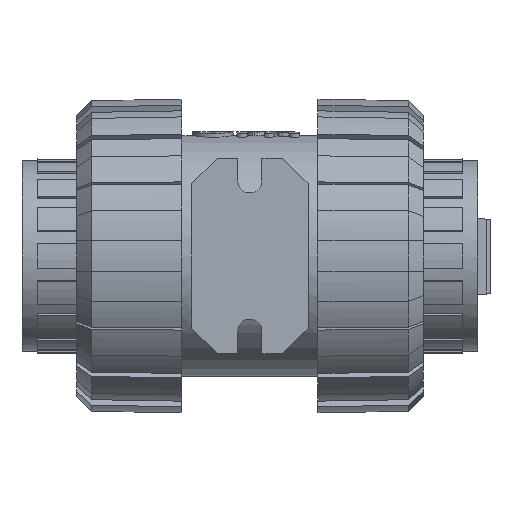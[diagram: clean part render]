
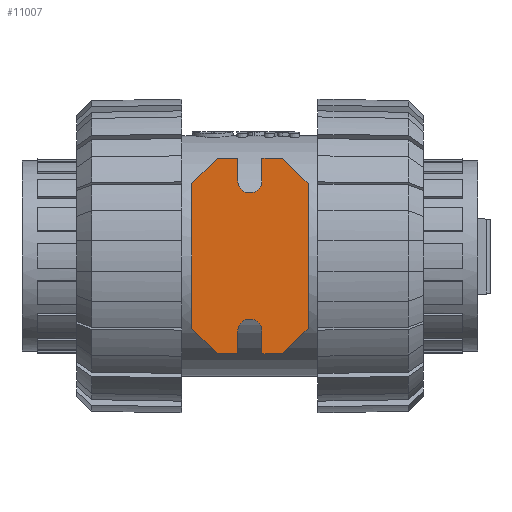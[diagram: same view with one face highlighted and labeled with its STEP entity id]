
A CAD part, front view. The second image highlights one B-rep face of the part: STEP entity #11007.
In plain terms, the highlighted planar face has unit normal (0, -1, 0).
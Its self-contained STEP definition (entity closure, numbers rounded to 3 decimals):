
#1006=PLANE('',#12071);
#1576=FACE_OUTER_BOUND('',#2174,.T.);
#2174=EDGE_LOOP('',(#10204,#10205,#10206,#10207,#10208,#10209,#10210,#10211,
#10212,#10213,#10214,#10215,#10216,#10217,#10218,#10219));
#2906=LINE('',#19702,#3718);
#2958=LINE('',#19817,#3770);
#2960=LINE('',#19821,#3772);
#2962=LINE('',#19825,#3774);
#2965=LINE('',#19833,#3777);
#2967=LINE('',#19837,#3779);
#2969=LINE('',#19841,#3781);
#2971=LINE('',#19845,#3783);
#2973=LINE('',#19849,#3785);
#2975=LINE('',#19853,#3787);
#2977=LINE('',#19857,#3789);
#2980=LINE('',#19865,#3792);
#2982=LINE('',#19869,#3794);
#2983=LINE('',#19871,#3795);
#3718=VECTOR('',#14725,1.);
#3770=VECTOR('',#14833,1.);
#3772=VECTOR('',#14837,1.);
#3774=VECTOR('',#14841,1.);
#3777=VECTOR('',#14850,1.);
#3779=VECTOR('',#14854,1.);
#3781=VECTOR('',#14858,1.);
#3783=VECTOR('',#14862,1.);
#3785=VECTOR('',#14866,1.);
#3787=VECTOR('',#14870,1.);
#3789=VECTOR('',#14874,1.);
#3792=VECTOR('',#14883,1.);
#3794=VECTOR('',#14887,1.);
#3795=VECTOR('',#14890,1.);
#4286=CIRCLE('',#12058,3.2);
#4287=CIRCLE('',#12067,3.2);
#5329=VERTEX_POINT('',#19699);
#5330=VERTEX_POINT('',#19701);
#5365=VERTEX_POINT('',#19815);
#5366=VERTEX_POINT('',#19819);
#5367=VERTEX_POINT('',#19823);
#5368=VERTEX_POINT('',#19827);
#5369=VERTEX_POINT('',#19831);
#5370=VERTEX_POINT('',#19835);
#5371=VERTEX_POINT('',#19839);
#5372=VERTEX_POINT('',#19843);
#5373=VERTEX_POINT('',#19847);
#5374=VERTEX_POINT('',#19851);
#5375=VERTEX_POINT('',#19855);
#5376=VERTEX_POINT('',#19859);
#5377=VERTEX_POINT('',#19863);
#5378=VERTEX_POINT('',#19867);
#6926=EDGE_CURVE('',#5330,#5329,#2906,.T.);
#6984=EDGE_CURVE('',#5329,#5365,#2958,.T.);
#6986=EDGE_CURVE('',#5365,#5366,#2960,.T.);
#6988=EDGE_CURVE('',#5366,#5367,#2962,.T.);
#6990=EDGE_CURVE('',#5367,#5368,#4286,.T.);
#6992=EDGE_CURVE('',#5368,#5369,#2965,.T.);
#6994=EDGE_CURVE('',#5369,#5370,#2967,.T.);
#6996=EDGE_CURVE('',#5370,#5371,#2969,.T.);
#6998=EDGE_CURVE('',#5371,#5372,#2971,.T.);
#7000=EDGE_CURVE('',#5372,#5373,#2973,.T.);
#7002=EDGE_CURVE('',#5373,#5374,#2975,.T.);
#7004=EDGE_CURVE('',#5374,#5375,#2977,.T.);
#7006=EDGE_CURVE('',#5375,#5376,#4287,.T.);
#7008=EDGE_CURVE('',#5376,#5377,#2980,.T.);
#7010=EDGE_CURVE('',#5377,#5378,#2982,.T.);
#7011=EDGE_CURVE('',#5378,#5330,#2983,.T.);
#10204=ORIENTED_EDGE('',*,*,#6926,.T.);
#10205=ORIENTED_EDGE('',*,*,#6984,.T.);
#10206=ORIENTED_EDGE('',*,*,#6986,.T.);
#10207=ORIENTED_EDGE('',*,*,#6988,.T.);
#10208=ORIENTED_EDGE('',*,*,#6990,.T.);
#10209=ORIENTED_EDGE('',*,*,#6992,.T.);
#10210=ORIENTED_EDGE('',*,*,#6994,.T.);
#10211=ORIENTED_EDGE('',*,*,#6996,.T.);
#10212=ORIENTED_EDGE('',*,*,#6998,.T.);
#10213=ORIENTED_EDGE('',*,*,#7000,.T.);
#10214=ORIENTED_EDGE('',*,*,#7002,.T.);
#10215=ORIENTED_EDGE('',*,*,#7004,.T.);
#10216=ORIENTED_EDGE('',*,*,#7006,.T.);
#10217=ORIENTED_EDGE('',*,*,#7008,.T.);
#10218=ORIENTED_EDGE('',*,*,#7010,.T.);
#10219=ORIENTED_EDGE('',*,*,#7011,.T.);
#11007=ADVANCED_FACE('',(#1576),#1006,.F.);
#12058=AXIS2_PLACEMENT_3D('',#19829,#14845,#14846);
#12067=AXIS2_PLACEMENT_3D('',#19861,#14878,#14879);
#12071=AXIS2_PLACEMENT_3D('',#19872,#14891,#14892);
#14725=DIRECTION('',(0.,0.,-1.));
#14833=DIRECTION('',(0.707,0.,-0.707));
#14837=DIRECTION('',(1.,0.,0.));
#14841=DIRECTION('',(0.,0.,1.));
#14845=DIRECTION('center_axis',(0.,1.,0.));
#14846=DIRECTION('ref_axis',(-1.,0.,0.));
#14850=DIRECTION('',(0.,0.,-1.));
#14854=DIRECTION('',(1.,0.,0.));
#14858=DIRECTION('',(0.707,0.,0.707));
#14862=DIRECTION('',(0.,0.,1.));
#14866=DIRECTION('',(-0.707,0.,0.707));
#14870=DIRECTION('',(-1.,0.,0.));
#14874=DIRECTION('',(0.,0.,-1.));
#14878=DIRECTION('center_axis',(0.,1.,0.));
#14879=DIRECTION('ref_axis',(1.,0.,0.));
#14883=DIRECTION('',(0.,0.,1.));
#14887=DIRECTION('',(-1.,0.,0.));
#14890=DIRECTION('',(-0.707,0.,-0.707));
#14891=DIRECTION('center_axis',(0.,1.,0.));
#14892=DIRECTION('ref_axis',(1.,0.,0.));
#19699=CARTESIAN_POINT('',(-15.5,-51.,-19.2));
#19701=CARTESIAN_POINT('',(-15.5,-51.,19.2));
#19702=CARTESIAN_POINT('',(-15.5,-51.,0.));
#19815=CARTESIAN_POINT('',(-8.7,-51.,-26.));
#19817=CARTESIAN_POINT('',(-15.5,-51.,-19.2));
#19819=CARTESIAN_POINT('',(-3.2,-51.,-26.));
#19821=CARTESIAN_POINT('',(-8.7,-51.,-26.));
#19823=CARTESIAN_POINT('',(-3.2,-51.,-20.));
#19825=CARTESIAN_POINT('',(-3.2,-51.,-26.));
#19827=CARTESIAN_POINT('',(3.2,-51.,-20.));
#19829=CARTESIAN_POINT('Origin',(0.,-51.,-20.));
#19831=CARTESIAN_POINT('',(3.2,-51.,-26.));
#19833=CARTESIAN_POINT('',(3.2,-51.,-20.));
#19835=CARTESIAN_POINT('',(8.7,-51.,-26.));
#19837=CARTESIAN_POINT('',(3.2,-51.,-26.));
#19839=CARTESIAN_POINT('',(15.5,-51.,-19.2));
#19841=CARTESIAN_POINT('',(8.7,-51.,-26.));
#19843=CARTESIAN_POINT('',(15.5,-51.,19.2));
#19845=CARTESIAN_POINT('',(15.5,-51.,-19.2));
#19847=CARTESIAN_POINT('',(8.7,-51.,26.));
#19849=CARTESIAN_POINT('',(15.5,-51.,19.2));
#19851=CARTESIAN_POINT('',(3.2,-51.,26.));
#19853=CARTESIAN_POINT('',(8.7,-51.,26.));
#19855=CARTESIAN_POINT('',(3.2,-51.,20.));
#19857=CARTESIAN_POINT('',(3.2,-51.,26.));
#19859=CARTESIAN_POINT('',(-3.2,-51.,20.));
#19861=CARTESIAN_POINT('Origin',(0.,-51.,20.));
#19863=CARTESIAN_POINT('',(-3.2,-51.,26.));
#19865=CARTESIAN_POINT('',(-3.2,-51.,20.));
#19867=CARTESIAN_POINT('',(-8.7,-51.,26.));
#19869=CARTESIAN_POINT('',(-3.2,-51.,26.));
#19871=CARTESIAN_POINT('',(-8.7,-51.,26.));
#19872=CARTESIAN_POINT('Origin',(0.,-51.,0.));
